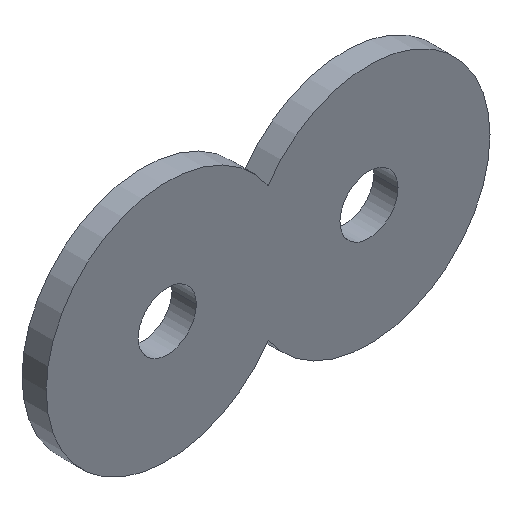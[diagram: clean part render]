
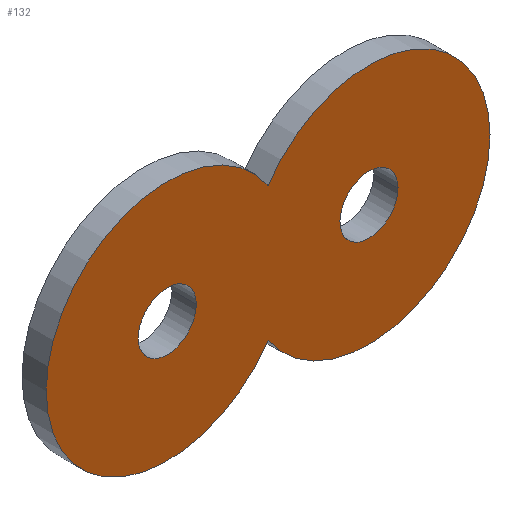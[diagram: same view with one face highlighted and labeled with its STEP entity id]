
A CAD part, isometric view. The second image highlights one B-rep face of the part: STEP entity #132.
In plain terms, the highlighted planar face has unit normal (0, -1, 0).
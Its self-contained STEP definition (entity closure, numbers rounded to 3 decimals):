
#1=CARTESIAN_POINT('',(-20.833,0.,0.));
#2=DIRECTION('',(0.,1.,0.));
#3=DIRECTION('',(0.833,0.,-0.553));
#4=AXIS2_PLACEMENT_3D('',#1,#2,#3);
#6=CARTESIAN_POINT('',(20.833,0.,0.));
#7=DIRECTION('',(0.,1.,0.));
#8=DIRECTION('',(-0.833,0.,0.553));
#9=AXIS2_PLACEMENT_3D('',#6,#7,#8);
#11=CARTESIAN_POINT('',(-20.833,0.,0.));
#12=DIRECTION('',(0.,1.,0.));
#13=DIRECTION('',(1.,0.,0.));
#14=AXIS2_PLACEMENT_3D('',#11,#12,#13);
#16=CARTESIAN_POINT('',(-20.833,0.,0.));
#17=DIRECTION('',(0.,1.,0.));
#18=DIRECTION('',(-1.,0.,0.));
#19=AXIS2_PLACEMENT_3D('',#16,#17,#18);
#21=CARTESIAN_POINT('',(20.833,0.,0.));
#22=DIRECTION('',(0.,1.,0.));
#23=DIRECTION('',(1.,0.,0.));
#24=AXIS2_PLACEMENT_3D('',#21,#22,#23);
#26=CARTESIAN_POINT('',(20.833,0.,0.));
#27=DIRECTION('',(0.,1.,0.));
#28=DIRECTION('',(-1.,0.,0.));
#29=AXIS2_PLACEMENT_3D('',#26,#27,#28);
#85=CARTESIAN_POINT('',(0.,0.,-13.819));
#86=CARTESIAN_POINT('',(0.,0.,13.819));
#87=VERTEX_POINT('',#85);
#88=VERTEX_POINT('',#86);
#93=CARTESIAN_POINT('',(-14.833,0.,0.));
#94=CARTESIAN_POINT('',(-26.833,0.,0.));
#95=VERTEX_POINT('',#93);
#96=VERTEX_POINT('',#94);
#97=CARTESIAN_POINT('',(26.833,0.,0.));
#98=CARTESIAN_POINT('',(14.833,0.,0.));
#99=VERTEX_POINT('',#97);
#100=VERTEX_POINT('',#98);
#109=CARTESIAN_POINT('',(0.,0.,0.));
#110=DIRECTION('',(0.,1.,0.));
#111=DIRECTION('',(1.,0.,0.));
#112=AXIS2_PLACEMENT_3D('',#109,#110,#111);
#113=PLANE('',#112);
#115=ORIENTED_EDGE('',*,*,#114,.T.);
#117=ORIENTED_EDGE('',*,*,#116,.T.);
#118=EDGE_LOOP('',(#115,#117));
#119=FACE_OUTER_BOUND('',#118,.F.);
#121=ORIENTED_EDGE('',*,*,#120,.F.);
#123=ORIENTED_EDGE('',*,*,#122,.F.);
#124=EDGE_LOOP('',(#121,#123));
#125=FACE_BOUND('',#124,.F.);
#127=ORIENTED_EDGE('',*,*,#126,.F.);
#129=ORIENTED_EDGE('',*,*,#128,.F.);
#130=EDGE_LOOP('',(#127,#129));
#131=FACE_BOUND('',#130,.F.);
#132=ADVANCED_FACE('',(#119,#125,#131),#113,.F.);
#5=CIRCLE('',#4,25.);
#10=CIRCLE('',#9,25.);
#15=CIRCLE('',#14,6.);
#20=CIRCLE('',#19,6.);
#25=CIRCLE('',#24,6.);
#30=CIRCLE('',#29,6.);
#114=EDGE_CURVE('',#87,#88,#5,.T.);
#116=EDGE_CURVE('',#88,#87,#10,.T.);
#120=EDGE_CURVE('',#95,#96,#15,.T.);
#122=EDGE_CURVE('',#96,#95,#20,.T.);
#126=EDGE_CURVE('',#99,#100,#25,.T.);
#128=EDGE_CURVE('',#100,#99,#30,.T.);
